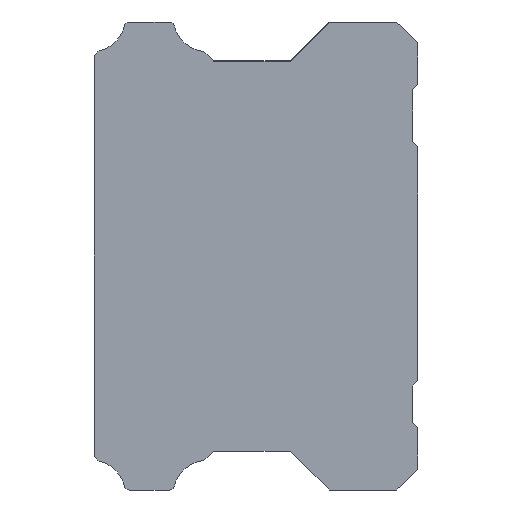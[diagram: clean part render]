
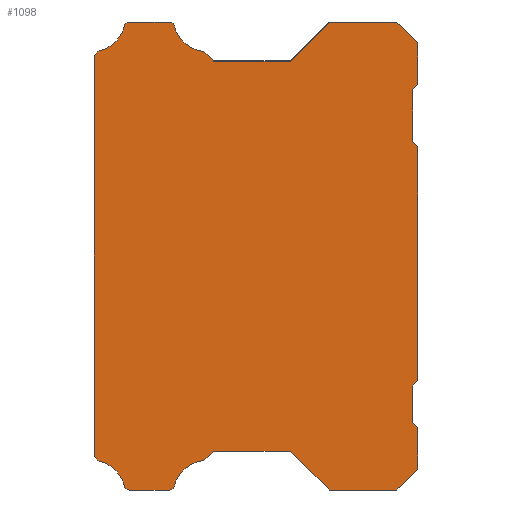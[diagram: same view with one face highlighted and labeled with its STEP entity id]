
A CAD part, left-side view. The second image highlights one B-rep face of the part: STEP entity #1098.
In plain terms, the highlighted planar face has unit normal (-1, 0, 0).
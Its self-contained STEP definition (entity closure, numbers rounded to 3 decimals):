
#17=LINE('',#1661,#97);
#23=LINE('',#1680,#103);
#26=LINE('',#1686,#106);
#29=LINE('',#1692,#109);
#32=LINE('',#1698,#112);
#35=LINE('',#1704,#115);
#38=LINE('',#1710,#118);
#41=LINE('',#1716,#121);
#44=LINE('',#1722,#124);
#47=LINE('',#1728,#127);
#50=LINE('',#1734,#130);
#53=LINE('',#1740,#133);
#56=LINE('',#1746,#136);
#59=LINE('',#1752,#139);
#62=LINE('',#1758,#142);
#65=LINE('',#1764,#145);
#68=LINE('',#1770,#148);
#71=LINE('',#1776,#151);
#74=LINE('',#1782,#154);
#77=LINE('',#1788,#157);
#82=LINE('',#1806,#162);
#87=LINE('',#1824,#167);
#90=LINE('',#1830,#170);
#93=LINE('',#1836,#173);
#97=VECTOR('',#1367,3.824);
#103=VECTOR('',#1387,1.297);
#106=VECTOR('',#1392,7.4);
#109=VECTOR('',#1397,5.303);
#112=VECTOR('',#1402,6.5);
#115=VECTOR('',#1407,2.828);
#118=VECTOR('',#1412,4.);
#121=VECTOR('',#1417,0.707);
#124=VECTOR('',#1422,3.5);
#127=VECTOR('',#1427,0.707);
#130=VECTOR('',#1432,22.5);
#133=VECTOR('',#1437,0.707);
#136=VECTOR('',#1442,5.);
#139=VECTOR('',#1447,0.707);
#142=VECTOR('',#1452,4.);
#145=VECTOR('',#1457,2.828);
#148=VECTOR('',#1462,6.5);
#151=VECTOR('',#1467,5.303);
#154=VECTOR('',#1472,7.4);
#157=VECTOR('',#1477,1.297);
#162=VECTOR('',#1496,3.824);
#167=VECTOR('',#1515,0.649);
#170=VECTOR('',#1520,38.544);
#173=VECTOR('',#1525,0.649);
#210=PLANE('',#1220);
#324=FACE_OUTER_BOUND('',#438,.T.);
#438=EDGE_LOOP('',(#975,#976,#977,#978,#979,#980,#981,#982,#983,#984,#985,
#986,#987,#988,#989,#990,#991,#992,#993,#994,#995,#996,#997,#998,#999,#1000,
#1001,#1002,#1003,#1004,#1005,#1006));
#480=CIRCLE('',#1174,0.5);
#482=CIRCLE('',#1177,3.258);
#484=CIRCLE('',#1199,3.258);
#486=CIRCLE('',#1202,0.5);
#488=CIRCLE('',#1206,0.5);
#490=CIRCLE('',#1209,3.258);
#492=CIRCLE('',#1215,3.258);
#494=CIRCLE('',#1218,0.5);
#537=VERTEX_POINT('',#1658);
#538=VERTEX_POINT('',#1660);
#540=VERTEX_POINT('',#1666);
#542=VERTEX_POINT('',#1672);
#544=VERTEX_POINT('',#1678);
#546=VERTEX_POINT('',#1684);
#548=VERTEX_POINT('',#1690);
#550=VERTEX_POINT('',#1696);
#552=VERTEX_POINT('',#1702);
#554=VERTEX_POINT('',#1708);
#556=VERTEX_POINT('',#1714);
#558=VERTEX_POINT('',#1720);
#560=VERTEX_POINT('',#1726);
#562=VERTEX_POINT('',#1732);
#564=VERTEX_POINT('',#1738);
#566=VERTEX_POINT('',#1744);
#568=VERTEX_POINT('',#1750);
#570=VERTEX_POINT('',#1756);
#572=VERTEX_POINT('',#1762);
#574=VERTEX_POINT('',#1768);
#576=VERTEX_POINT('',#1774);
#578=VERTEX_POINT('',#1780);
#580=VERTEX_POINT('',#1786);
#582=VERTEX_POINT('',#1792);
#584=VERTEX_POINT('',#1798);
#586=VERTEX_POINT('',#1804);
#588=VERTEX_POINT('',#1810);
#590=VERTEX_POINT('',#1816);
#592=VERTEX_POINT('',#1822);
#594=VERTEX_POINT('',#1828);
#596=VERTEX_POINT('',#1834);
#598=VERTEX_POINT('',#1840);
#641=EDGE_CURVE('',#537,#538,#17,.T.);
#645=EDGE_CURVE('',#540,#537,#480,.T.);
#648=EDGE_CURVE('',#540,#542,#482,.T.);
#651=EDGE_CURVE('',#544,#542,#23,.T.);
#654=EDGE_CURVE('',#546,#544,#26,.T.);
#657=EDGE_CURVE('',#548,#546,#29,.T.);
#660=EDGE_CURVE('',#550,#548,#32,.T.);
#663=EDGE_CURVE('',#552,#550,#35,.T.);
#666=EDGE_CURVE('',#554,#552,#38,.T.);
#669=EDGE_CURVE('',#556,#554,#41,.T.);
#672=EDGE_CURVE('',#558,#556,#44,.T.);
#675=EDGE_CURVE('',#560,#558,#47,.T.);
#678=EDGE_CURVE('',#562,#560,#50,.T.);
#681=EDGE_CURVE('',#564,#562,#53,.T.);
#684=EDGE_CURVE('',#566,#564,#56,.T.);
#687=EDGE_CURVE('',#568,#566,#59,.T.);
#690=EDGE_CURVE('',#570,#568,#62,.T.);
#693=EDGE_CURVE('',#572,#570,#65,.T.);
#696=EDGE_CURVE('',#574,#572,#68,.T.);
#699=EDGE_CURVE('',#576,#574,#71,.T.);
#702=EDGE_CURVE('',#578,#576,#74,.T.);
#705=EDGE_CURVE('',#580,#578,#77,.T.);
#708=EDGE_CURVE('',#580,#582,#484,.T.);
#711=EDGE_CURVE('',#584,#582,#486,.T.);
#714=EDGE_CURVE('',#586,#584,#82,.T.);
#717=EDGE_CURVE('',#588,#586,#488,.T.);
#720=EDGE_CURVE('',#588,#590,#490,.T.);
#723=EDGE_CURVE('',#592,#590,#87,.T.);
#726=EDGE_CURVE('',#594,#592,#90,.T.);
#729=EDGE_CURVE('',#596,#594,#93,.T.);
#732=EDGE_CURVE('',#596,#598,#492,.T.);
#734=EDGE_CURVE('',#538,#598,#494,.T.);
#975=ORIENTED_EDGE('',*,*,#734,.F.);
#976=ORIENTED_EDGE('',*,*,#641,.F.);
#977=ORIENTED_EDGE('',*,*,#645,.F.);
#978=ORIENTED_EDGE('',*,*,#648,.T.);
#979=ORIENTED_EDGE('',*,*,#651,.F.);
#980=ORIENTED_EDGE('',*,*,#654,.F.);
#981=ORIENTED_EDGE('',*,*,#657,.F.);
#982=ORIENTED_EDGE('',*,*,#660,.F.);
#983=ORIENTED_EDGE('',*,*,#663,.F.);
#984=ORIENTED_EDGE('',*,*,#666,.F.);
#985=ORIENTED_EDGE('',*,*,#669,.F.);
#986=ORIENTED_EDGE('',*,*,#672,.F.);
#987=ORIENTED_EDGE('',*,*,#675,.F.);
#988=ORIENTED_EDGE('',*,*,#678,.F.);
#989=ORIENTED_EDGE('',*,*,#681,.F.);
#990=ORIENTED_EDGE('',*,*,#684,.F.);
#991=ORIENTED_EDGE('',*,*,#687,.F.);
#992=ORIENTED_EDGE('',*,*,#690,.F.);
#993=ORIENTED_EDGE('',*,*,#693,.F.);
#994=ORIENTED_EDGE('',*,*,#696,.F.);
#995=ORIENTED_EDGE('',*,*,#699,.F.);
#996=ORIENTED_EDGE('',*,*,#702,.F.);
#997=ORIENTED_EDGE('',*,*,#705,.F.);
#998=ORIENTED_EDGE('',*,*,#708,.T.);
#999=ORIENTED_EDGE('',*,*,#711,.F.);
#1000=ORIENTED_EDGE('',*,*,#714,.F.);
#1001=ORIENTED_EDGE('',*,*,#717,.F.);
#1002=ORIENTED_EDGE('',*,*,#720,.T.);
#1003=ORIENTED_EDGE('',*,*,#723,.F.);
#1004=ORIENTED_EDGE('',*,*,#726,.F.);
#1005=ORIENTED_EDGE('',*,*,#729,.F.);
#1006=ORIENTED_EDGE('',*,*,#732,.T.);
#1098=ADVANCED_FACE('',(#324),#210,.F.);
#1174=AXIS2_PLACEMENT_3D('',#1668,#1374,#1375);
#1177=AXIS2_PLACEMENT_3D('',#1674,#1381,#1382);
#1199=AXIS2_PLACEMENT_3D('',#1794,#1483,#1484);
#1202=AXIS2_PLACEMENT_3D('',#1800,#1490,#1491);
#1206=AXIS2_PLACEMENT_3D('',#1812,#1502,#1503);
#1209=AXIS2_PLACEMENT_3D('',#1818,#1509,#1510);
#1215=AXIS2_PLACEMENT_3D('',#1842,#1531,#1532);
#1218=AXIS2_PLACEMENT_3D('',#1845,#1537,#1538);
#1220=AXIS2_PLACEMENT_3D('',#1847,#1541,#1542);
#1367=DIRECTION('',(0.,1.,0.));
#1374=DIRECTION('center_axis',(1.,0.,0.));
#1375=DIRECTION('ref_axis',(0.,0.,-1.));
#1381=DIRECTION('center_axis',(1.,0.,0.));
#1382=DIRECTION('ref_axis',(0.,0.,-1.));
#1387=DIRECTION('',(0.,0.707,-0.707));
#1392=DIRECTION('',(0.,1.,0.));
#1397=DIRECTION('',(0.,0.707,0.707));
#1402=DIRECTION('',(0.,1.,0.));
#1407=DIRECTION('',(0.,0.707,-0.707));
#1412=DIRECTION('',(0.,0.,-1.));
#1417=DIRECTION('',(0.,-0.707,-0.707));
#1422=DIRECTION('',(0.,0.,-1.));
#1427=DIRECTION('',(0.,0.707,-0.707));
#1432=DIRECTION('',(0.,0.,-1.));
#1437=DIRECTION('',(0.,-0.707,-0.707));
#1442=DIRECTION('',(0.,0.,-1.));
#1447=DIRECTION('',(0.,0.707,-0.707));
#1452=DIRECTION('',(0.,0.,-1.));
#1457=DIRECTION('',(0.,-0.707,-0.707));
#1462=DIRECTION('',(0.,-1.,0.));
#1467=DIRECTION('',(0.,-0.707,0.707));
#1472=DIRECTION('',(0.,-1.,0.));
#1477=DIRECTION('',(0.,-0.707,-0.707));
#1483=DIRECTION('center_axis',(1.,0.,0.));
#1484=DIRECTION('ref_axis',(0.,0.,-1.));
#1490=DIRECTION('center_axis',(1.,0.,0.));
#1491=DIRECTION('ref_axis',(0.,0.,-1.));
#1496=DIRECTION('',(0.,-1.,0.));
#1502=DIRECTION('center_axis',(1.,0.,0.));
#1503=DIRECTION('ref_axis',(0.,0.,-1.));
#1509=DIRECTION('center_axis',(1.,0.,0.));
#1510=DIRECTION('ref_axis',(0.,0.,-1.));
#1515=DIRECTION('',(0.,-0.707,0.707));
#1520=DIRECTION('',(0.,0.,1.));
#1525=DIRECTION('',(0.,0.707,0.707));
#1531=DIRECTION('center_axis',(1.,0.,0.));
#1532=DIRECTION('ref_axis',(0.,0.,-1.));
#1537=DIRECTION('center_axis',(1.,0.,0.));
#1538=DIRECTION('ref_axis',(0.,0.,-1.));
#1541=DIRECTION('center_axis',(1.,0.,0.));
#1542=DIRECTION('ref_axis',(0.,0.,-1.));
#1658=CARTESIAN_POINT('',(0.,23.888,-22.5));
#1660=CARTESIAN_POINT('',(0.,27.712,-22.5));
#1661=CARTESIAN_POINT('',(0.,23.888,-22.5));
#1666=CARTESIAN_POINT('',(0.,23.403,-22.121));
#1668=CARTESIAN_POINT('Origin',(0.,23.888,-22.));
#1672=CARTESIAN_POINT('',(0.,20.567,-19.667));
#1674=CARTESIAN_POINT('Origin',(0.,20.241,-22.909));
#1678=CARTESIAN_POINT('',(0.,19.65,-18.75));
#1680=CARTESIAN_POINT('',(0.,19.65,-18.75));
#1684=CARTESIAN_POINT('',(0.,12.25,-18.75));
#1686=CARTESIAN_POINT('',(0.,12.25,-18.75));
#1690=CARTESIAN_POINT('',(0.,8.5,-22.5));
#1692=CARTESIAN_POINT('',(0.,8.5,-22.5));
#1696=CARTESIAN_POINT('',(0.,2.,-22.5));
#1698=CARTESIAN_POINT('',(0.,2.,-22.5));
#1702=CARTESIAN_POINT('',(0.,0.,-20.5));
#1704=CARTESIAN_POINT('',(0.,0.,-20.5));
#1708=CARTESIAN_POINT('',(0.,0.,-16.5));
#1710=CARTESIAN_POINT('',(0.,0.,-16.5));
#1714=CARTESIAN_POINT('',(0.,0.5,-16.));
#1716=CARTESIAN_POINT('',(0.,0.5,-16.));
#1720=CARTESIAN_POINT('',(0.,0.5,-12.5));
#1722=CARTESIAN_POINT('',(0.,0.5,-12.5));
#1726=CARTESIAN_POINT('',(0.,0.,-12.));
#1728=CARTESIAN_POINT('',(0.,0.,-12.));
#1732=CARTESIAN_POINT('',(0.,0.,10.5));
#1734=CARTESIAN_POINT('',(0.,0.,10.5));
#1738=CARTESIAN_POINT('',(0.,0.5,11.));
#1740=CARTESIAN_POINT('',(0.,0.5,11.));
#1744=CARTESIAN_POINT('',(0.,0.5,16.));
#1746=CARTESIAN_POINT('',(0.,0.5,16.));
#1750=CARTESIAN_POINT('',(0.,0.,16.5));
#1752=CARTESIAN_POINT('',(0.,0.,16.5));
#1756=CARTESIAN_POINT('',(0.,0.,20.5));
#1758=CARTESIAN_POINT('',(0.,0.,20.5));
#1762=CARTESIAN_POINT('',(0.,2.,22.5));
#1764=CARTESIAN_POINT('',(0.,2.,22.5));
#1768=CARTESIAN_POINT('',(0.,8.5,22.5));
#1770=CARTESIAN_POINT('',(0.,8.5,22.5));
#1774=CARTESIAN_POINT('',(0.,12.25,18.75));
#1776=CARTESIAN_POINT('',(0.,12.25,18.75));
#1780=CARTESIAN_POINT('',(0.,19.65,18.75));
#1782=CARTESIAN_POINT('',(0.,19.65,18.75));
#1786=CARTESIAN_POINT('',(0.,20.567,19.667));
#1788=CARTESIAN_POINT('',(0.,20.567,19.667));
#1792=CARTESIAN_POINT('',(0.,23.403,22.121));
#1794=CARTESIAN_POINT('Origin',(0.,20.241,22.909));
#1798=CARTESIAN_POINT('',(0.,23.888,22.5));
#1800=CARTESIAN_POINT('Origin',(0.,23.888,22.));
#1804=CARTESIAN_POINT('',(0.,27.712,22.5));
#1806=CARTESIAN_POINT('',(0.,27.712,22.5));
#1810=CARTESIAN_POINT('',(0.,28.197,22.121));
#1812=CARTESIAN_POINT('Origin',(0.,27.712,22.));
#1816=CARTESIAN_POINT('',(0.,30.641,19.731));
#1818=CARTESIAN_POINT('Origin',(0.,31.359,22.909));
#1822=CARTESIAN_POINT('',(0.,31.1,19.272));
#1824=CARTESIAN_POINT('',(0.,31.1,19.272));
#1828=CARTESIAN_POINT('',(0.,31.1,-19.272));
#1830=CARTESIAN_POINT('',(0.,31.1,-19.272));
#1834=CARTESIAN_POINT('',(0.,30.641,-19.731));
#1836=CARTESIAN_POINT('',(0.,30.641,-19.731));
#1840=CARTESIAN_POINT('',(0.,28.197,-22.121));
#1842=CARTESIAN_POINT('Origin',(0.,31.359,-22.909));
#1845=CARTESIAN_POINT('Origin',(0.,27.712,-22.));
#1847=CARTESIAN_POINT('Origin',(0.,15.405,-0.002));
